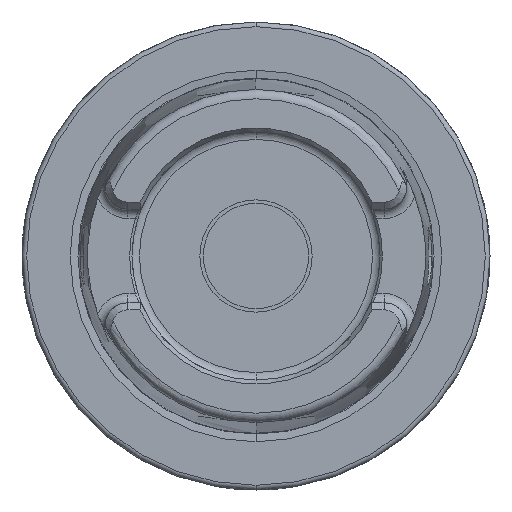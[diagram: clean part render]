
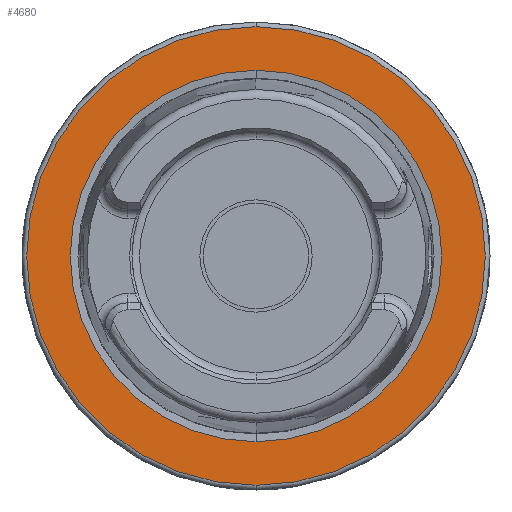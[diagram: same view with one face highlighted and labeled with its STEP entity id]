
A CAD part, left-side view. The second image highlights one B-rep face of the part: STEP entity #4680.
In plain terms, the highlighted planar face has unit normal (-1, 0, 0).
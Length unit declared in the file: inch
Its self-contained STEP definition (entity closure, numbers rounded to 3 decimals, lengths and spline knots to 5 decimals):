
#1251=CARTESIAN_POINT('',(0.,0.,0.));
#1252=DIRECTION('',(1.,0.,0.));
#1253=DIRECTION('',(0.,0.,-1.));
#1254=AXIS2_PLACEMENT_3D('',#1251,#1252,#1253);
#1256=CARTESIAN_POINT('',(0.,0.,0.));
#1257=DIRECTION('',(1.,0.,0.));
#1258=DIRECTION('',(0.,0.,1.));
#1259=AXIS2_PLACEMENT_3D('',#1256,#1257,#1258);
#1261=CARTESIAN_POINT('',(0.,0.,0.));
#1262=DIRECTION('',(-1.,0.,0.));
#1263=DIRECTION('',(0.,0.,-1.));
#1264=AXIS2_PLACEMENT_3D('',#1261,#1262,#1263);
#1266=CARTESIAN_POINT('',(0.,0.,0.));
#1267=DIRECTION('',(-1.,0.,0.));
#1268=DIRECTION('',(0.,0.,1.));
#1269=AXIS2_PLACEMENT_3D('',#1266,#1267,#1268);
#2858=CARTESIAN_POINT('',(0.,0.,-1.56229));
#2859=CARTESIAN_POINT('',(0.,0.,1.56229));
#2860=VERTEX_POINT('',#2858);
#2861=VERTEX_POINT('',#2859);
#3171=CARTESIAN_POINT('',(0.,0.,-1.92913));
#3172=CARTESIAN_POINT('',(0.,0.,1.92913));
#3173=VERTEX_POINT('',#3171);
#3174=VERTEX_POINT('',#3172);
#4665=CARTESIAN_POINT('',(0.,0.,0.));
#4666=DIRECTION('',(1.,0.,0.));
#4667=DIRECTION('',(0.,0.,1.));
#4668=AXIS2_PLACEMENT_3D('',#4665,#4666,#4667);
#4669=PLANE('',#4668);
#4671=ORIENTED_EDGE('',*,*,#4670,.F.);
#4673=ORIENTED_EDGE('',*,*,#4672,.F.);
#4674=EDGE_LOOP('',(#4671,#4673));
#4675=FACE_OUTER_BOUND('',#4674,.F.);
#4676=ORIENTED_EDGE('',*,*,#4621,.F.);
#4677=ORIENTED_EDGE('',*,*,#4606,.F.);
#4678=EDGE_LOOP('',(#4676,#4677));
#4679=FACE_BOUND('',#4678,.F.);
#4680=ADVANCED_FACE('',(#4675,#4679),#4669,.F.);
#1255=CIRCLE('',#1254,1.56229);
#1260=CIRCLE('',#1259,1.56229);
#1265=CIRCLE('',#1264,1.92913);
#1270=CIRCLE('',#1269,1.92913);
#4606=EDGE_CURVE('',#2861,#2860,#1260,.T.);
#4621=EDGE_CURVE('',#2860,#2861,#1255,.T.);
#4670=EDGE_CURVE('',#3173,#3174,#1265,.T.);
#4672=EDGE_CURVE('',#3174,#3173,#1270,.T.);
